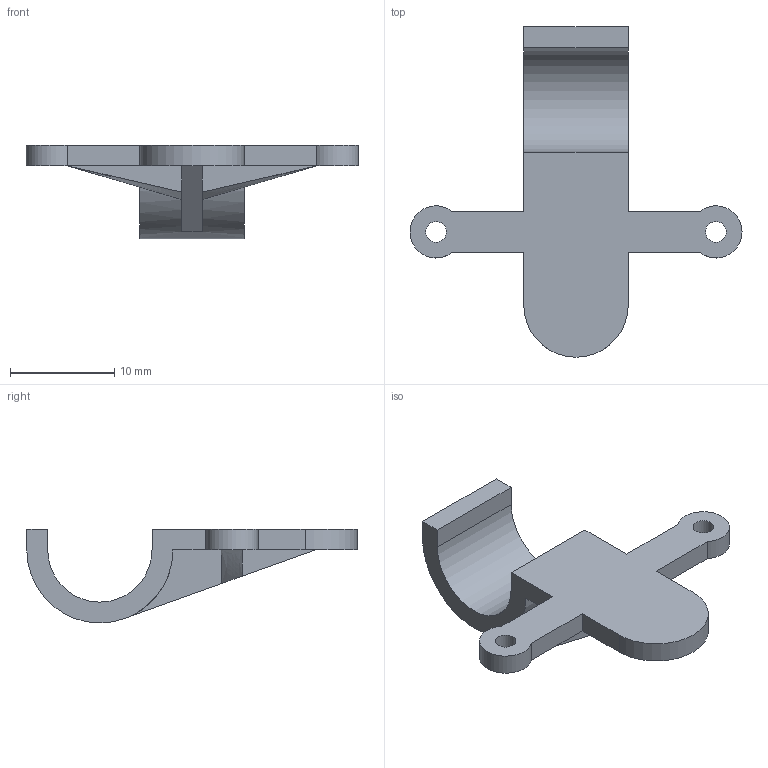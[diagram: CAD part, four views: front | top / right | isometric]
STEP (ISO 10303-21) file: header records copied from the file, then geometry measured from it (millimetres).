
FILE_DESCRIPTION(/* description */ (''),/* implementation_level */ '2;1');
FILE_NAME(/* name */ 'APD Capacitor Brace.step',/* time_stamp */ '2025-07-31T19:12:21-04:00',/* author */ (''),/* organization */ (''),/* preprocessor_version */ 'ST-DEVELOPER v20.1',/* originating_system */ 'Autodesk Translation Framework v14.10.0.0',/* authorisation */ '');
FILE_SCHEMA (('AUTOMOTIVE_DESIGN { 1 0 10303 214 3 1 1 }'));
Length unit declared in the file: millimetre
Products named in the file (1): APD Capacitor Brace
Bounding box: 31.8 x 31.65 x 9 mm (x, y, z)
Volume: 1091.2 mm3; surface area: 1379.4 mm2
Topology: 1 solids, 1 shells, 32 faces, 86 edges, 56 vertices
Faces by surface type: plane 23, cylinder 7, bspline 2
Full cylindrical faces by diameter (mm): 2 x2
Entity records: 3125 total; most frequent: CARTESIAN_POINT 2283, ORIENTED_EDGE 172, DIRECTION 158, EDGE_CURVE 86, LINE 64, VECTOR 64, VERTEX_POINT 56, AXIS2_PLACEMENT_3D 47
